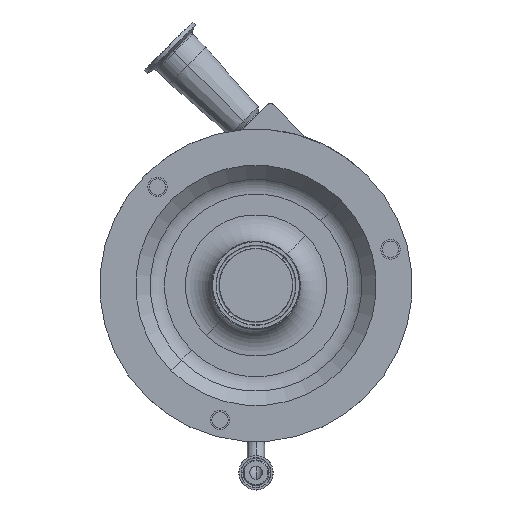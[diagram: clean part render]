
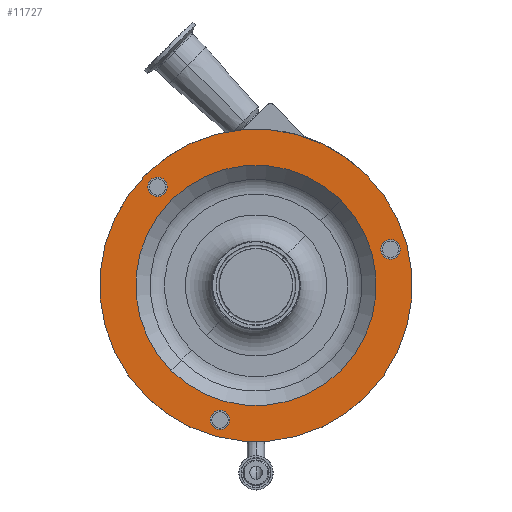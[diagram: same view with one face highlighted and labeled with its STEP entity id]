
A CAD part, top view. The second image highlights one B-rep face of the part: STEP entity #11727.
In plain terms, the highlighted planar face has unit normal (0, 0, 1).
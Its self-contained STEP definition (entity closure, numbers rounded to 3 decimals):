
#139 = CARTESIAN_POINT ( 'NONE',  ( -72.478, 72.478, 191.5 ) ) ;
#212 = CARTESIAN_POINT ( 'NONE',  ( 93.956, 21.478, 191.5 ) ) ;
#231 = VERTEX_POINT ( 'NONE', #11365 ) ;
#372 = CIRCLE ( 'NONE', #5738, 7.144 ) ;
#373 = EDGE_CURVE ( 'NONE', #231, #7961, #4042, .T. ) ;
#580 = CARTESIAN_POINT ( 'NONE',  ( 0., 0., 191.5 ) ) ;
#744 = DIRECTION ( 'NONE',  ( 0.707, 0.707, 0. ) ) ;
#892 = DIRECTION ( 'NONE',  ( 0., 0., 1. ) ) ;
#912 = DIRECTION ( 'NONE',  ( 0., 0., 1. ) ) ;
#1159 = DIRECTION ( 'NONE',  ( 0., 0., 1. ) ) ;
#1175 = EDGE_CURVE ( 'NONE', #13211, #10501, #8755, .T. ) ;
#1367 = EDGE_CURVE ( 'NONE', #9007, #2673, #372, .T. ) ;
#1476 = AXIS2_PLACEMENT_3D ( 'NONE', #3015, #892, #4089 ) ;
#1600 = ORIENTED_EDGE ( 'NONE', *, *, #11894, .F. ) ;
#1602 = DIRECTION ( 'NONE',  ( 0., -1., 0. ) ) ;
#1818 = CIRCLE ( 'NONE', #10401, 88.5 ) ;
#1903 = AXIS2_PLACEMENT_3D ( 'NONE', #5434, #8680, #5200 ) ;
#1975 = CARTESIAN_POINT ( 'NONE',  ( -72.478, 72.478, 191.5 ) ) ;
#2144 = CIRCLE ( 'NONE', #14913, 7.144 ) ;
#2673 = VERTEX_POINT ( 'NONE', #10863 ) ;
#2787 = EDGE_LOOP ( 'NONE', ( #9368, #10235 ) ) ;
#2793 = DIRECTION ( 'NONE',  ( 0.707, 0.707, 0. ) ) ;
#3004 = DIRECTION ( 'NONE',  ( 0., 0., 1. ) ) ;
#3015 = CARTESIAN_POINT ( 'NONE',  ( 0., 0., 191.5 ) ) ;
#3044 = EDGE_CURVE ( 'NONE', #10038, #7014, #10708, .T. ) ;
#3063 = AXIS2_PLACEMENT_3D ( 'NONE', #1975, #6649, #11354 ) ;
#3080 = ORIENTED_EDGE ( 'NONE', *, *, #7554, .F. ) ;
#3091 = DIRECTION ( 'NONE',  ( 0., 0., 1. ) ) ;
#3209 = AXIS2_PLACEMENT_3D ( 'NONE', #5028, #7424, #1602 ) ;
#3330 = VERTEX_POINT ( 'NONE', #8171 ) ;
#3771 = EDGE_CURVE ( 'NONE', #6552, #3330, #1818, .T. ) ;
#4042 = CIRCLE ( 'NONE', #3063, 7.144 ) ;
#4063 = AXIS2_PLACEMENT_3D ( 'NONE', #580, #3004, #11092 ) ;
#4089 = DIRECTION ( 'NONE',  ( 0.707, 0.707, 0. ) ) ;
#4244 = CARTESIAN_POINT ( 'NONE',  ( 0., 0., 191.5 ) ) ;
#4359 = ORIENTED_EDGE ( 'NONE', *, *, #1367, .F. ) ;
#5028 = CARTESIAN_POINT ( 'NONE',  ( -22.627, 22.627, 191.5 ) ) ;
#5105 = CARTESIAN_POINT ( 'NONE',  ( -21.478, -93.956, 191.5 ) ) ;
#5177 = FACE_BOUND ( 'NONE', #7298, .T. ) ;
#5200 = DIRECTION ( 'NONE',  ( 0.707, 0.707, 0. ) ) ;
#5434 = CARTESIAN_POINT ( 'NONE',  ( 99.007, 26.529, 191.5 ) ) ;
#5571 = AXIS2_PLACEMENT_3D ( 'NONE', #139, #9574, #13198 ) ;
#5738 = AXIS2_PLACEMENT_3D ( 'NONE', #10957, #14423, #2793 ) ;
#6079 = ORIENTED_EDGE ( 'NONE', *, *, #1175, .F. ) ;
#6181 = CARTESIAN_POINT ( 'NONE',  ( 99.007, 26.529, 191.5 ) ) ;
#6399 = ORIENTED_EDGE ( 'NONE', *, *, #3771, .F. ) ;
#6444 = EDGE_LOOP ( 'NONE', ( #6399, #3080 ) ) ;
#6552 = VERTEX_POINT ( 'NONE', #14831 ) ;
#6649 = DIRECTION ( 'NONE',  ( 0., 0., 1. ) ) ;
#6854 = EDGE_CURVE ( 'NONE', #10501, #13211, #2144, .T. ) ;
#7014 = VERTEX_POINT ( 'NONE', #7936 ) ;
#7136 = CIRCLE ( 'NONE', #12063, 7.144 ) ;
#7206 = EDGE_LOOP ( 'NONE', ( #8382, #9255 ) ) ;
#7298 = EDGE_LOOP ( 'NONE', ( #6079, #10900 ) ) ;
#7300 = CIRCLE ( 'NONE', #5571, 7.144 ) ;
#7343 = FACE_BOUND ( 'NONE', #2787, .T. ) ;
#7424 = DIRECTION ( 'NONE',  ( 0., 0., -1. ) ) ;
#7479 = CARTESIAN_POINT ( 'NONE',  ( 104.059, 31.58, 191.5 ) ) ;
#7554 = EDGE_CURVE ( 'NONE', #3330, #6552, #10982, .T. ) ;
#7936 = CARTESIAN_POINT ( 'NONE',  ( -81.317, -81.317, 191.5 ) ) ;
#7961 = VERTEX_POINT ( 'NONE', #8665 ) ;
#8037 = EDGE_CURVE ( 'NONE', #7961, #231, #7300, .T. ) ;
#8171 = CARTESIAN_POINT ( 'NONE',  ( -62.579, -62.579, 191.5 ) ) ;
#8382 = ORIENTED_EDGE ( 'NONE', *, *, #3044, .T. ) ;
#8576 = FACE_BOUND ( 'NONE', #6444, .T. ) ;
#8665 = CARTESIAN_POINT ( 'NONE',  ( -77.53, 67.427, 191.5 ) ) ;
#8680 = DIRECTION ( 'NONE',  ( 0., 0., 1. ) ) ;
#8755 = CIRCLE ( 'NONE', #1903, 7.144 ) ;
#9007 = VERTEX_POINT ( 'NONE', #5105 ) ;
#9206 = EDGE_LOOP ( 'NONE', ( #4359, #1600 ) ) ;
#9255 = ORIENTED_EDGE ( 'NONE', *, *, #10617, .T. ) ;
#9368 = ORIENTED_EDGE ( 'NONE', *, *, #373, .F. ) ;
#9574 = DIRECTION ( 'NONE',  ( 0., 0., 1. ) ) ;
#9996 = AXIS2_PLACEMENT_3D ( 'NONE', #10378, #1159, #10525 ) ;
#10038 = VERTEX_POINT ( 'NONE', #13679 ) ;
#10235 = ORIENTED_EDGE ( 'NONE', *, *, #8037, .F. ) ;
#10378 = CARTESIAN_POINT ( 'NONE',  ( 0., 0., 191.5 ) ) ;
#10401 = AXIS2_PLACEMENT_3D ( 'NONE', #4244, #3091, #744 ) ;
#10501 = VERTEX_POINT ( 'NONE', #212 ) ;
#10525 = DIRECTION ( 'NONE',  ( 0.707, 0.707, 0. ) ) ;
#10617 = EDGE_CURVE ( 'NONE', #7014, #10038, #14488, .T. ) ;
#10708 = CIRCLE ( 'NONE', #4063, 115. ) ;
#10817 = FACE_BOUND ( 'NONE', #9206, .T. ) ;
#10863 = CARTESIAN_POINT ( 'NONE',  ( -31.58, -104.059, 191.5 ) ) ;
#10890 = DIRECTION ( 'NONE',  ( 0., 0., 1. ) ) ;
#10900 = ORIENTED_EDGE ( 'NONE', *, *, #6854, .F. ) ;
#10957 = CARTESIAN_POINT ( 'NONE',  ( -26.529, -99.007, 191.5 ) ) ;
#10982 = CIRCLE ( 'NONE', #9996, 88.5 ) ;
#11043 = FACE_OUTER_BOUND ( 'NONE', #7206, .T. ) ;
#11092 = DIRECTION ( 'NONE',  ( 0.707, 0.707, 0. ) ) ;
#11354 = DIRECTION ( 'NONE',  ( 0.707, 0.707, 0. ) ) ;
#11365 = CARTESIAN_POINT ( 'NONE',  ( -67.427, 77.53, 191.5 ) ) ;
#11727 = ADVANCED_FACE ( 'NONE', ( #11043, #5177, #10817, #7343, #8576 ), #13286, .F. ) ;
#11894 = EDGE_CURVE ( 'NONE', #2673, #9007, #7136, .T. ) ;
#12063 = AXIS2_PLACEMENT_3D ( 'NONE', #13591, #912, #12657 ) ;
#12121 = DIRECTION ( 'NONE',  ( 0.707, 0.707, 0. ) ) ;
#12657 = DIRECTION ( 'NONE',  ( 0.707, 0.707, 0. ) ) ;
#13198 = DIRECTION ( 'NONE',  ( 0.707, 0.707, 0. ) ) ;
#13211 = VERTEX_POINT ( 'NONE', #7479 ) ;
#13286 = PLANE ( 'NONE',  #3209 ) ;
#13591 = CARTESIAN_POINT ( 'NONE',  ( -26.529, -99.007, 191.5 ) ) ;
#13679 = CARTESIAN_POINT ( 'NONE',  ( 81.317, 81.317, 191.5 ) ) ;
#14423 = DIRECTION ( 'NONE',  ( 0., 0., 1. ) ) ;
#14488 = CIRCLE ( 'NONE', #1476, 115. ) ;
#14831 = CARTESIAN_POINT ( 'NONE',  ( 62.579, 62.579, 191.5 ) ) ;
#14913 = AXIS2_PLACEMENT_3D ( 'NONE', #6181, #10890, #12121 ) ;
